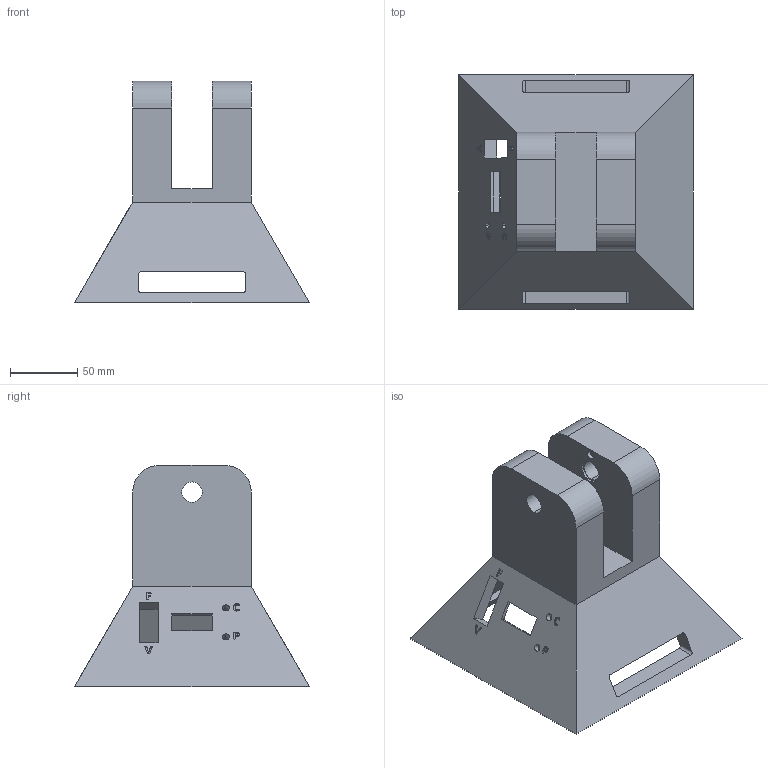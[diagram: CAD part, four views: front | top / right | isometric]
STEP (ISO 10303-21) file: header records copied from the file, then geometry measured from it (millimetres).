
FILE_DESCRIPTION (( 'STEP AP214' ), '1' );
FILE_NAME ('BalanceBase.STEP', '2024-04-21T08:04:24', ( '' ), ( '' ), 'SwSTEP 2.0', 'SolidWorks 2022', '' );
FILE_SCHEMA (( 'AUTOMOTIVE_DESIGN' ));
Length unit declared in the file: millimetre
Products named in the file (1): BalanceBase
Bounding box: 175 x 175 x 165 mm (x, y, z)
Volume: 948598.9 mm3; surface area: 144014.2 mm2
Topology: 1 solids, 1 shells, 184 faces, 455 edges, 302 vertices
Faces by surface type: plane 86, cylinder 68, bspline 30
Entity records: 6973 total; most frequent: CARTESIAN_POINT 2716, ORIENTED_EDGE 910, DIRECTION 777, EDGE_CURVE 455, VERTEX_POINT 302, VECTOR 259, AXIS2_PLACEMENT_3D 259, LINE 259
